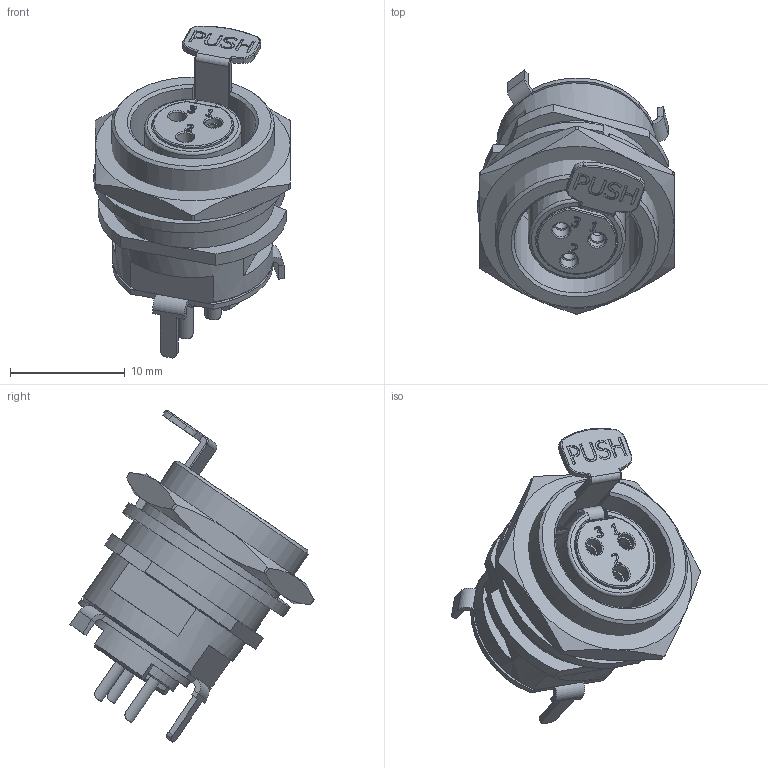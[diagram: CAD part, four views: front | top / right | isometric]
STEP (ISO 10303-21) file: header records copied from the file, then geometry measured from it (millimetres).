
FILE_DESCRIPTION((''),'2;1');
FILE_NAME('AG3FCE.stp','2015-11-11T15:38:11',('minh'),(''),'Autodesk Inventor 2012','Autodesk Inventor 2012','');
FILE_SCHEMA(('AUTOMOTIVE_DESIGN { 1 0 10303 214 1 1 1 1 }'));
Length unit declared in the file: inch
Products named in the file (1): AG3FCE_Shrinkwrap_1
Bounding box: 17.14 x 21.31 x 28.96 mm (x, y, z)
Surface area: 3714.2 mm2 (no closed solid volume)
Topology: 0 solids, 18 shells, 255 faces, 1156 edges, 909 vertices
Faces by surface type: plane 122, cylinder 81, cone 27, torus 17, bspline 8
Full cylindrical faces by diameter (mm): 1.5 x6, 7.9 x1, 8.45 x1, 8.55 x1, 9.9 x1, 14 x1, 14.2 x1
Entity records: 12786 total; most frequent: CARTESIAN_POINT 3784, DIRECTION 1664, ORIENTED_EDGE 1629, EDGE_CURVE 1114, VERTEX_POINT 883, VECTOR 584, LINE 584, AXIS2_PLACEMENT_3D 540
